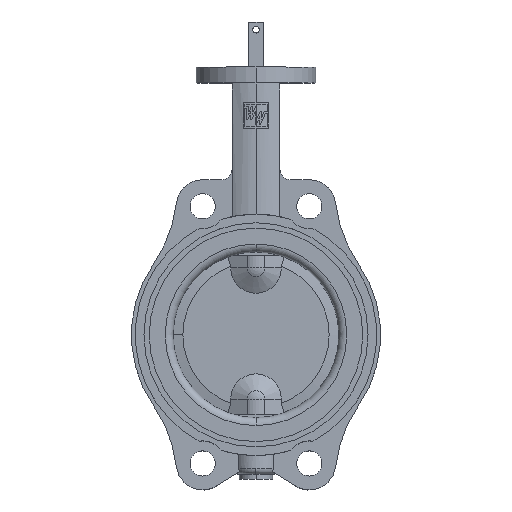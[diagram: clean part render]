
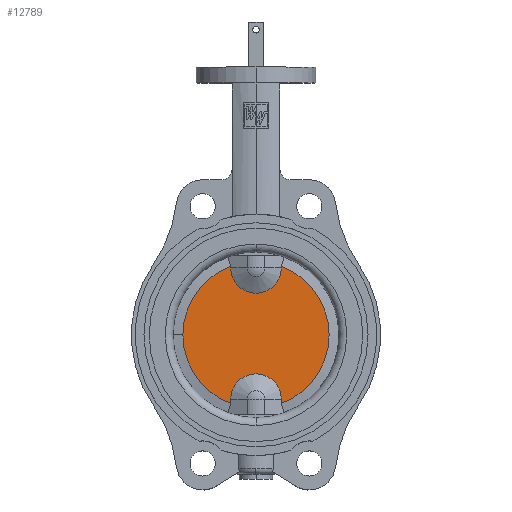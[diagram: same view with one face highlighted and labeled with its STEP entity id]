
A CAD part, top view. The second image highlights one B-rep face of the part: STEP entity #12789.
In plain terms, the highlighted planar face has unit normal (0, 0, 1).
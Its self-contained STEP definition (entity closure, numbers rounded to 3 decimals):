
#199 = DIRECTION ( 'NONE',  ( 0., 1., 0. ) ) ;
#541 = CARTESIAN_POINT ( 'NONE',  ( 0., 50.5, 4. ) ) ;
#1070 = DIRECTION ( 'NONE',  ( 1., 0., 0. ) ) ;
#1287 = DIRECTION ( 'NONE',  ( -1., 0., 0. ) ) ;
#1290 = EDGE_LOOP ( 'NONE', ( #13772, #14832, #12817, #11862, #16060, #12116, #12676, #13217, #4139 ) ) ;
#1755 = VERTEX_POINT ( 'NONE', #13729 ) ;
#1777 = AXIS2_PLACEMENT_3D ( 'NONE', #541, #2013, #14050 ) ;
#2013 = DIRECTION ( 'NONE',  ( 0., 0., 1. ) ) ;
#3678 = EDGE_CURVE ( 'NONE', #10898, #10740, #11156, .T. ) ;
#4139 = ORIENTED_EDGE ( 'NONE', *, *, #6640, .F. ) ;
#4787 = EDGE_CURVE ( 'NONE', #17068, #5361, #6112, .T. ) ;
#4848 = CARTESIAN_POINT ( 'NONE',  ( 19.072, 0., 4. ) ) ;
#5128 = AXIS2_PLACEMENT_3D ( 'NONE', #5987, #11105, #15312 ) ;
#5279 = VECTOR ( 'NONE', #13313, 1000. ) ;
#5324 = CARTESIAN_POINT ( 'NONE',  ( -19.072, 51.739, 4. ) ) ;
#5358 = VERTEX_POINT ( 'NONE', #15780 ) ;
#5361 = VERTEX_POINT ( 'NONE', #13086 ) ;
#5987 = CARTESIAN_POINT ( 'NONE',  ( -55.142, 0., 4. ) ) ;
#6047 = CIRCLE ( 'NONE', #15084, 19.072 ) ;
#6112 = LINE ( 'NONE', #12085, #5279 ) ;
#6424 = LINE ( 'NONE', #13803, #8292 ) ;
#6628 = AXIS2_PLACEMENT_3D ( 'NONE', #15070, #10987, #12316 ) ;
#6640 = EDGE_CURVE ( 'NONE', #1755, #5361, #6047, .T. ) ;
#6919 = EDGE_CURVE ( 'NONE', #5358, #1755, #8743, .T. ) ;
#7436 = AXIS2_PLACEMENT_3D ( 'NONE', #16495, #16600, #8574 ) ;
#8292 = VECTOR ( 'NONE', #11475, 1000. ) ;
#8365 = EDGE_CURVE ( 'NONE', #5358, #17241, #9635, .T. ) ;
#8419 = CARTESIAN_POINT ( 'NONE',  ( 19.072, 51.739, 4. ) ) ;
#8499 = VECTOR ( 'NONE', #199, 1000. ) ;
#8574 = DIRECTION ( 'NONE',  ( 1., 0., 0. ) ) ;
#8743 = LINE ( 'NONE', #4848, #11449 ) ;
#9257 = CARTESIAN_POINT ( 'NONE',  ( 19.072, 50.5, 4. ) ) ;
#9397 = AXIS2_PLACEMENT_3D ( 'NONE', #14422, #15749, #1070 ) ;
#9635 = CIRCLE ( 'NONE', #9397, 55.142 ) ;
#10740 = VERTEX_POINT ( 'NONE', #13827 ) ;
#10786 = LINE ( 'NONE', #12356, #8499 ) ;
#10898 = VERTEX_POINT ( 'NONE', #5324 ) ;
#10987 = DIRECTION ( 'NONE',  ( 0., 0., 1. ) ) ;
#11105 = DIRECTION ( 'NONE',  ( 0., 0., -1. ) ) ;
#11156 = CIRCLE ( 'NONE', #7436, 55.142 ) ;
#11198 = FACE_OUTER_BOUND ( 'NONE', #1290, .T. ) ;
#11449 = VECTOR ( 'NONE', #14150, 1000. ) ;
#11459 = EDGE_CURVE ( 'NONE', #13617, #17241, #6424, .T. ) ;
#11475 = DIRECTION ( 'NONE',  ( 0., 1., 0. ) ) ;
#11862 = ORIENTED_EDGE ( 'NONE', *, *, #16963, .F. ) ;
#11941 = DIRECTION ( 'NONE',  ( 0., 0., 1. ) ) ;
#12085 = CARTESIAN_POINT ( 'NONE',  ( -19.072, 0., 4. ) ) ;
#12116 = ORIENTED_EDGE ( 'NONE', *, *, #3678, .T. ) ;
#12316 = DIRECTION ( 'NONE',  ( 1., 0., 0. ) ) ;
#12356 = CARTESIAN_POINT ( 'NONE',  ( -19.072, 0., 4. ) ) ;
#12612 = PLANE ( 'NONE',  #5128 ) ;
#12676 = ORIENTED_EDGE ( 'NONE', *, *, #17195, .T. ) ;
#12789 = ADVANCED_FACE ( 'NONE', ( #11198 ), #12612, .F. ) ;
#12817 = ORIENTED_EDGE ( 'NONE', *, *, #11459, .F. ) ;
#13049 = CIRCLE ( 'NONE', #1777, 19.072 ) ;
#13086 = CARTESIAN_POINT ( 'NONE',  ( -19.072, -48.5, 4. ) ) ;
#13217 = ORIENTED_EDGE ( 'NONE', *, *, #4787, .T. ) ;
#13313 = DIRECTION ( 'NONE',  ( 0., 1., 0. ) ) ;
#13510 = CARTESIAN_POINT ( 'NONE',  ( 0., -48.5, 4. ) ) ;
#13617 = VERTEX_POINT ( 'NONE', #9257 ) ;
#13729 = CARTESIAN_POINT ( 'NONE',  ( 19.072, -48.5, 4. ) ) ;
#13772 = ORIENTED_EDGE ( 'NONE', *, *, #6919, .F. ) ;
#13803 = CARTESIAN_POINT ( 'NONE',  ( 19.072, 0., 4. ) ) ;
#13827 = CARTESIAN_POINT ( 'NONE',  ( -55.142, 0., 4. ) ) ;
#14050 = DIRECTION ( 'NONE',  ( -1., 0., 0. ) ) ;
#14150 = DIRECTION ( 'NONE',  ( 0., 1., 0. ) ) ;
#14422 = CARTESIAN_POINT ( 'NONE',  ( 0., 0., 4. ) ) ;
#14721 = CARTESIAN_POINT ( 'NONE',  ( -19.072, 50.5, 4. ) ) ;
#14832 = ORIENTED_EDGE ( 'NONE', *, *, #8365, .T. ) ;
#15070 = CARTESIAN_POINT ( 'NONE',  ( 0., 0., 4. ) ) ;
#15084 = AXIS2_PLACEMENT_3D ( 'NONE', #13510, #11941, #1287 ) ;
#15312 = DIRECTION ( 'NONE',  ( -1., 0., 0. ) ) ;
#15495 = CARTESIAN_POINT ( 'NONE',  ( -19.072, -51.739, 4. ) ) ;
#15558 = CIRCLE ( 'NONE', #6628, 55.142 ) ;
#15749 = DIRECTION ( 'NONE',  ( 0., 0., 1. ) ) ;
#15780 = CARTESIAN_POINT ( 'NONE',  ( 19.072, -51.739, 4. ) ) ;
#16060 = ORIENTED_EDGE ( 'NONE', *, *, #16828, .T. ) ;
#16495 = CARTESIAN_POINT ( 'NONE',  ( 0., 0., 4. ) ) ;
#16600 = DIRECTION ( 'NONE',  ( 0., 0., 1. ) ) ;
#16790 = VERTEX_POINT ( 'NONE', #14721 ) ;
#16828 = EDGE_CURVE ( 'NONE', #16790, #10898, #10786, .T. ) ;
#16963 = EDGE_CURVE ( 'NONE', #16790, #13617, #13049, .T. ) ;
#17068 = VERTEX_POINT ( 'NONE', #15495 ) ;
#17195 = EDGE_CURVE ( 'NONE', #10740, #17068, #15558, .T. ) ;
#17241 = VERTEX_POINT ( 'NONE', #8419 ) ;
